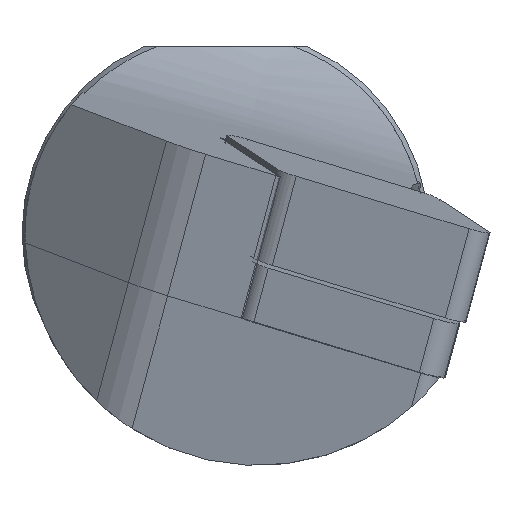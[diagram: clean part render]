
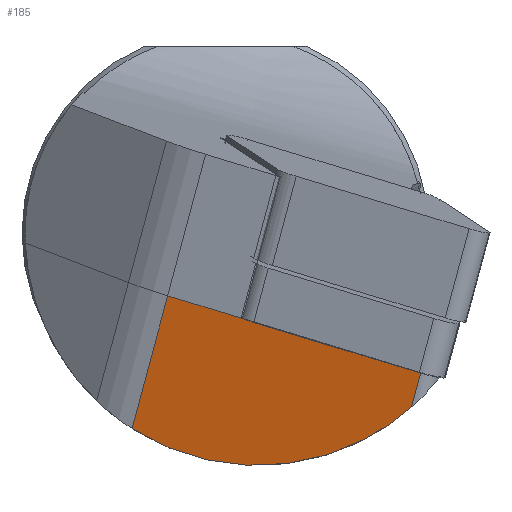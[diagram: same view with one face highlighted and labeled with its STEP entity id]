
A CAD part, left-side view. The second image highlights one B-rep face of the part: STEP entity #185.
In plain terms, the highlighted planar face has unit normal (-0.949, 0.316, -0.018).
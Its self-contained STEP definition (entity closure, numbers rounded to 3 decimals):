
#145=ELLIPSE('',#993,12.045,11.425);
#185=ADVANCED_FACE('',(#261),#234,.F.);
#234=PLANE('',#998);
#261=FACE_OUTER_BOUND('',#311,.T.);
#311=EDGE_LOOP('',(#431,#432,#433,#434,#435,#436));
#431=ORIENTED_EDGE('',*,*,#766,.F.);
#432=ORIENTED_EDGE('',*,*,#767,.T.);
#433=ORIENTED_EDGE('',*,*,#756,.T.);
#434=ORIENTED_EDGE('',*,*,#768,.F.);
#435=ORIENTED_EDGE('',*,*,#769,.T.);
#436=ORIENTED_EDGE('',*,*,#730,.T.);
#647=VERTEX_POINT('',#1314);
#648=VERTEX_POINT('',#1315);
#669=VERTEX_POINT('',#1405);
#670=VERTEX_POINT('',#1407);
#677=VERTEX_POINT('',#1432);
#678=VERTEX_POINT('',#1435);
#730=EDGE_CURVE('',#647,#648,#859,.T.);
#756=EDGE_CURVE('',#670,#669,#145,.T.);
#766=EDGE_CURVE('',#677,#648,#879,.T.);
#767=EDGE_CURVE('',#677,#670,#880,.T.);
#768=EDGE_CURVE('',#678,#669,#881,.T.);
#769=EDGE_CURVE('',#678,#647,#882,.T.);
#859=LINE('',#1313,#920);
#879=LINE('',#1431,#940);
#880=LINE('',#1433,#941);
#881=LINE('',#1434,#942);
#882=LINE('',#1436,#943);
#920=VECTOR('',#1073,1.);
#940=VECTOR('',#1125,1.);
#941=VECTOR('',#1126,1.);
#942=VECTOR('',#1127,1.);
#943=VECTOR('',#1128,1.);
#993=AXIS2_PLACEMENT_3D('',#1406,#1110,#1111);
#998=AXIS2_PLACEMENT_3D('',#1437,#1129,#1130);
#1073=DIRECTION('',(0.299,0.913,0.277));
#1110=DIRECTION('',(-0.948,0.316,-0.018));
#1111=DIRECTION('',(-0.317,-0.947,0.055));
#1125=DIRECTION('',(-0.299,-0.913,-0.277));
#1126=DIRECTION('',(0.105,0.257,-0.961));
#1127=DIRECTION('',(0.105,0.257,-0.961));
#1128=DIRECTION('',(0.299,0.913,0.277));
#1129=DIRECTION('',(0.948,-0.316,0.018));
#1130=DIRECTION('',(0.316,0.949,0.));
#1313=CARTESIAN_POINT('',(-151.016,21.191,-3.206));
#1314=CARTESIAN_POINT('',(-152.228,17.49,-4.33));
#1315=CARTESIAN_POINT('',(-152.218,17.521,-4.321));
#1405=CARTESIAN_POINT('',(-154.907,9.201,-8.672));
#1406=CARTESIAN_POINT('',(-152.548,16.776,-0.12));
#1407=CARTESIAN_POINT('',(-150.305,22.941,-9.739));
#1431=CARTESIAN_POINT('',(-151.016,21.191,-3.206));
#1432=CARTESIAN_POINT('',(-151.016,21.191,-3.206));
#1433=CARTESIAN_POINT('',(-179.901,-49.939,262.253));
#1434=CARTESIAN_POINT('',(-183.976,-62.381,258.476));
#1435=CARTESIAN_POINT('',(-155.091,8.749,-6.984));
#1436=CARTESIAN_POINT('',(-151.016,21.191,-3.206));
#1437=CARTESIAN_POINT('',(-179.901,-49.939,262.253));
